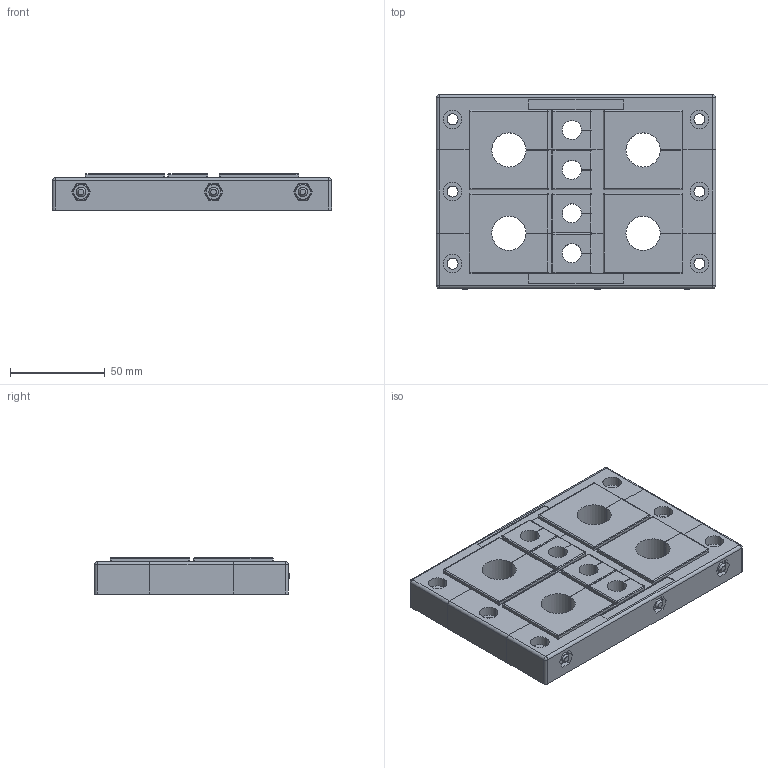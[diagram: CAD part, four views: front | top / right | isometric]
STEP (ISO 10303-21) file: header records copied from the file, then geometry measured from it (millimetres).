
FILE_DESCRIPTION(('STEP AP242'),'1');
FILE_NAME('42221.stp','2020-06-03T12:42:34',('TraceParts'),('TraceParts S.A.'),'Spatial InterOp 3D',' ',' ');
FILE_SCHEMA(('AP242_MANAGED_MODEL_BASED_3D_ENGINEERING_MIM_LF {1 0 10303 442 1 1 4}'));
Length unit declared in the file: millimetre
Products named in the file (1): 42221_1
Bounding box: 147 x 102.5 x 19 mm (x, y, z)
Volume: 254145 mm3; surface area: 96645.7 mm2
Topology: 17 solids, 17 shells, 554 faces, 1356 edges, 820 vertices
Faces by surface type: plane 298, cylinder 184, sphere 36, cone 30, torus 6
Entity records: 16057 total; most frequent: CARTESIAN_POINT 2945, DIRECTION 2782, ORIENTED_EDGE 2640, EDGE_CURVE 1320, AXIS2_PLACEMENT_3D 945, LINE 892, VECTOR 892, VERTEX_POINT 820
